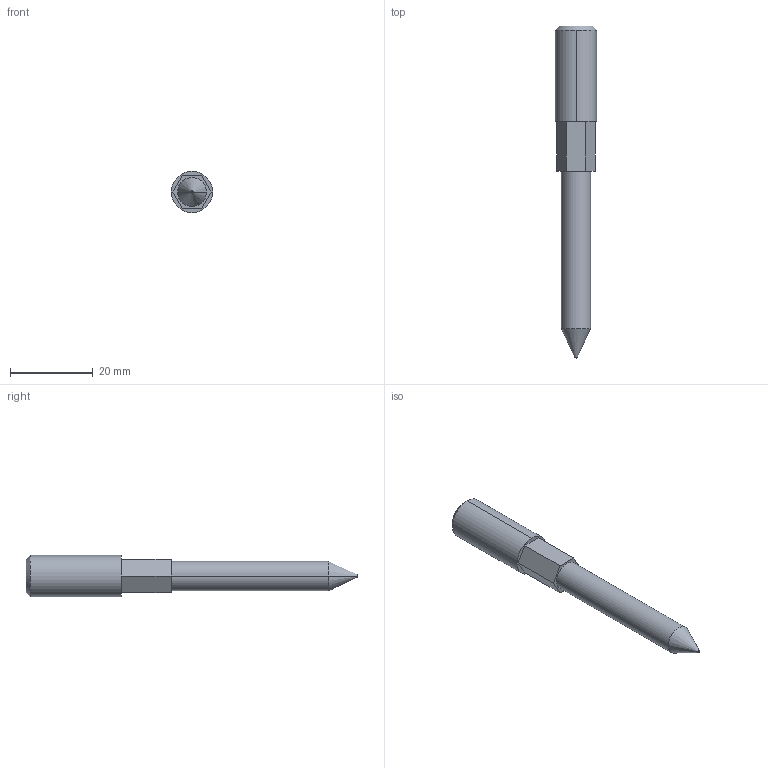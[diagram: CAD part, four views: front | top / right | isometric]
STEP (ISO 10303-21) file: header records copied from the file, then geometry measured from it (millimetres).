
FILE_DESCRIPTION (( 'STEP AP203' ), '1' );
FILE_NAME ('58342-240-80.STEP', '2020-11-12T09:54:24', ( '' ), ( '' ), 'SwSTEP 2.0', 'SolidWorks 2018', '' );
FILE_SCHEMA (( 'CONFIG_CONTROL_DESIGN' ));
Length unit declared in the file: millimetre
Products named in the file (2): 58342-240-80
Bounding box: 10 x 80 x 10 mm (x, y, z)
Volume: 4015.9 mm3; surface area: 2083.1 mm2
Topology: 1 solids, 1 shells, 292 faces, 768 edges, 512 vertices
Faces by surface type: plane 150, bspline 134, cone 4, cylinder 4
Entity records: 16779 total; most frequent: CARTESIAN_POINT 10317, ORIENTED_EDGE 1534, DIRECTION 831, EDGE_CURVE 767, VERTEX_POINT 510, VECTOR 487, LINE 487, EDGE_LOOP 325
